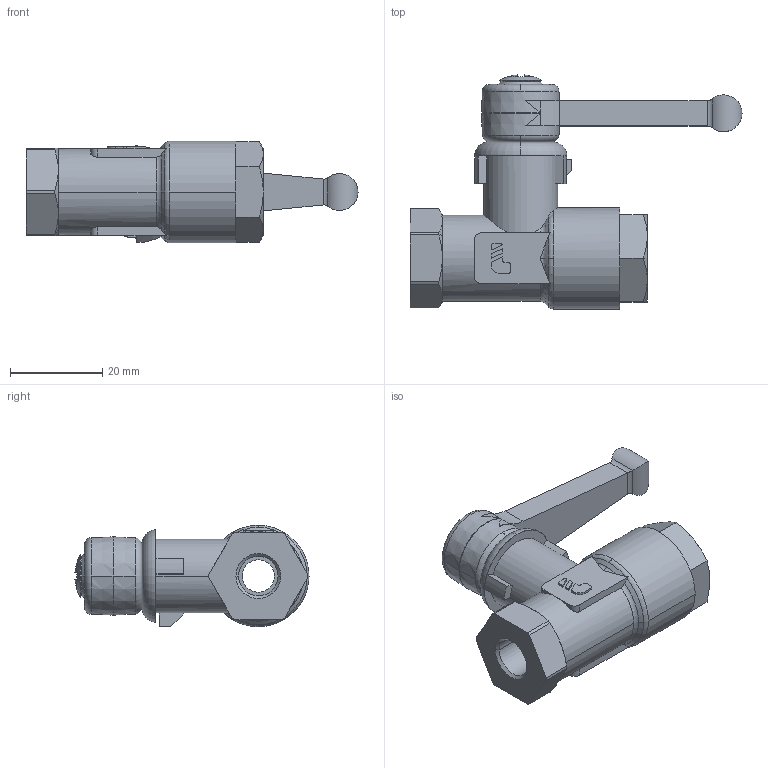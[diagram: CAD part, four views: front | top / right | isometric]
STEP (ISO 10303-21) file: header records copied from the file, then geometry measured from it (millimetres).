
FILE_DESCRIPTION(('STEP AP214'),'1');
FILE_NAME('0402_07_10.stp','2016-07-07T14:23:33',('TraceParts'),('TraceParts S.A.'),'Spatial InterOp 3D',' ',' ');
FILE_SCHEMA(('automotive_design'));
Length unit declared in the file: millimetre
Products named in the file (1): 1
Bounding box: 72 x 50.77 x 22 mm (x, y, z)
Volume: 22673.1 mm3; surface area: 8314.8 mm2
Topology: 1 solids, 1 shells, 185 faces, 481 edges, 306 vertices
Faces by surface type: plane 72, cylinder 47, cone 39, torus 22, sphere 5
Entity records: 6270 total; most frequent: CARTESIAN_POINT 1729, DIRECTION 977, ORIENTED_EDGE 962, EDGE_CURVE 481, AXIS2_PLACEMENT_3D 390, VERTEX_POINT 306, LINE 197, VECTOR 197
